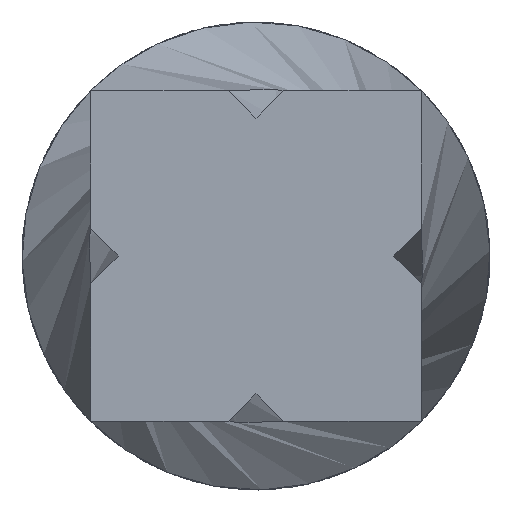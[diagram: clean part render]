
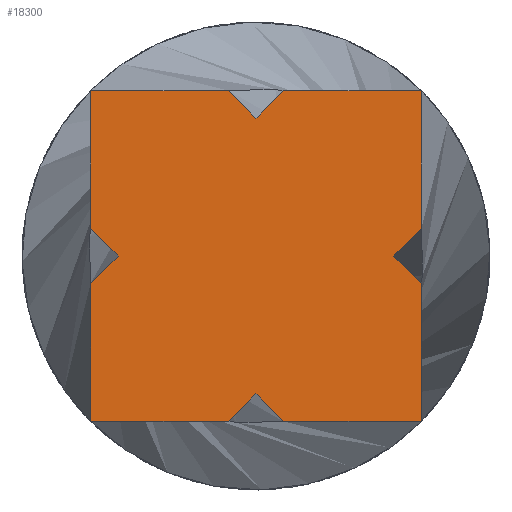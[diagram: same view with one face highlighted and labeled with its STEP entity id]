
A CAD part, front view. The second image highlights one B-rep face of the part: STEP entity #18300.
In plain terms, the highlighted planar face has unit normal (0, -1, 0).
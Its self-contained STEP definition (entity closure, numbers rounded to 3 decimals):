
#54 = DIRECTION ( 'NONE',  ( -0.707, 0., -0.707 ) ) ;
#64 = EDGE_CURVE ( 'NONE', #18419, #2752, #4815, .T. ) ;
#416 = VERTEX_POINT ( 'NONE', #8100 ) ;
#484 = EDGE_CURVE ( 'NONE', #11619, #18221, #14811, .T. ) ;
#749 = CARTESIAN_POINT ( 'NONE',  ( 1., 0., 6. ) ) ;
#785 = LINE ( 'NONE', #2471, #12447 ) ;
#882 = LINE ( 'NONE', #18572, #18253 ) ;
#964 = EDGE_CURVE ( 'NONE', #7259, #8681, #785, .T. ) ;
#1180 = LINE ( 'NONE', #10423, #6376 ) ;
#1555 = PLANE ( 'NONE',  #5906 ) ;
#1651 = CARTESIAN_POINT ( 'NONE',  ( -5., 0., 0. ) ) ;
#1772 = DIRECTION ( 'NONE',  ( 0., 0., 1. ) ) ;
#1867 = VECTOR ( 'NONE', #5598, 1000. ) ;
#2155 = LINE ( 'NONE', #15997, #18090 ) ;
#2206 = ORIENTED_EDGE ( 'NONE', *, *, #17792, .T. ) ;
#2284 = CARTESIAN_POINT ( 'NONE',  ( -1., 0., -6. ) ) ;
#2368 = LINE ( 'NONE', #8474, #6172 ) ;
#2471 = CARTESIAN_POINT ( 'NONE',  ( 5., 0., 0. ) ) ;
#2484 = ORIENTED_EDGE ( 'NONE', *, *, #12002, .F. ) ;
#2516 = DIRECTION ( 'NONE',  ( -0.707, 0., -0.707 ) ) ;
#2563 = CARTESIAN_POINT ( 'NONE',  ( 6., 0., -1. ) ) ;
#2752 = VERTEX_POINT ( 'NONE', #749 ) ;
#2861 = CARTESIAN_POINT ( 'NONE',  ( 6., 0., -6. ) ) ;
#3118 = ORIENTED_EDGE ( 'NONE', *, *, #16928, .F. ) ;
#3148 = DIRECTION ( 'NONE',  ( 0.707, 0., -0.707 ) ) ;
#3436 = CARTESIAN_POINT ( 'NONE',  ( 6., 0., 6. ) ) ;
#3558 = VECTOR ( 'NONE', #7974, 1000. ) ;
#3849 = VERTEX_POINT ( 'NONE', #2861 ) ;
#3873 = EDGE_CURVE ( 'NONE', #18419, #18377, #9274, .T. ) ;
#4149 = ORIENTED_EDGE ( 'NONE', *, *, #14277, .T. ) ;
#4172 = VERTEX_POINT ( 'NONE', #15139 ) ;
#4530 = CARTESIAN_POINT ( 'NONE',  ( -6., 0., 6. ) ) ;
#4815 = LINE ( 'NONE', #14815, #16228 ) ;
#4816 = EDGE_CURVE ( 'NONE', #4172, #18221, #2368, .T. ) ;
#5165 = CARTESIAN_POINT ( 'NONE',  ( -1., 0., 6. ) ) ;
#5190 = VECTOR ( 'NONE', #13073, 1000. ) ;
#5222 = DIRECTION ( 'NONE',  ( 0., 0., -1. ) ) ;
#5285 = EDGE_LOOP ( 'NONE', ( #12184, #10158, #2206, #15788, #5327, #11733, #15903, #4149, #2484, #18202, #9247, #13006, #9850, #16041, #15937, #3118 ) ) ;
#5312 = CARTESIAN_POINT ( 'NONE',  ( 1., 0., -6. ) ) ;
#5327 = ORIENTED_EDGE ( 'NONE', *, *, #18827, .T. ) ;
#5397 = EDGE_CURVE ( 'NONE', #416, #18377, #11168, .T. ) ;
#5598 = DIRECTION ( 'NONE',  ( 0., 0., 1. ) ) ;
#5906 = AXIS2_PLACEMENT_3D ( 'NONE', #12915, #12725, #5222 ) ;
#6172 = VECTOR ( 'NONE', #2516, 1000. ) ;
#6376 = VECTOR ( 'NONE', #8678, 1000. ) ;
#6551 = FACE_OUTER_BOUND ( 'NONE', #5285, .T. ) ;
#6849 = DIRECTION ( 'NONE',  ( -0.707, 0., 0.707 ) ) ;
#7045 = CARTESIAN_POINT ( 'NONE',  ( 6., 0., -6. ) ) ;
#7093 = DIRECTION ( 'NONE',  ( 0.707, 0., -0.707 ) ) ;
#7259 = VERTEX_POINT ( 'NONE', #16275 ) ;
#7366 = CARTESIAN_POINT ( 'NONE',  ( 0., 0., 5. ) ) ;
#7607 = DIRECTION ( 'NONE',  ( 0.707, 0., 0.707 ) ) ;
#7841 = CARTESIAN_POINT ( 'NONE',  ( -6., 0., 1. ) ) ;
#7974 = DIRECTION ( 'NONE',  ( 1., 0., 0. ) ) ;
#8100 = CARTESIAN_POINT ( 'NONE',  ( -6., 0., 6. ) ) ;
#8318 = EDGE_CURVE ( 'NONE', #17742, #13467, #12338, .T. ) ;
#8462 = VECTOR ( 'NONE', #1772, 1000. ) ;
#8474 = CARTESIAN_POINT ( 'NONE',  ( 0., 0., -5. ) ) ;
#8678 = DIRECTION ( 'NONE',  ( 1., 0., 0. ) ) ;
#8681 = VERTEX_POINT ( 'NONE', #2563 ) ;
#8950 = LINE ( 'NONE', #7841, #8462 ) ;
#9247 = ORIENTED_EDGE ( 'NONE', *, *, #3873, .T. ) ;
#9274 = LINE ( 'NONE', #7366, #13351 ) ;
#9639 = EDGE_CURVE ( 'NONE', #7259, #10697, #12905, .T. ) ;
#9850 = ORIENTED_EDGE ( 'NONE', *, *, #17007, .F. ) ;
#9978 = DIRECTION ( 'NONE',  ( 0.707, 0., 0.707 ) ) ;
#10158 = ORIENTED_EDGE ( 'NONE', *, *, #4816, .F. ) ;
#10423 = CARTESIAN_POINT ( 'NONE',  ( 1., 0., -6. ) ) ;
#10587 = VECTOR ( 'NONE', #16247, 1000. ) ;
#10697 = VERTEX_POINT ( 'NONE', #16136 ) ;
#10999 = CARTESIAN_POINT ( 'NONE',  ( -5., 0., 0. ) ) ;
#11168 = LINE ( 'NONE', #4530, #3558 ) ;
#11619 = VERTEX_POINT ( 'NONE', #12393 ) ;
#11733 = ORIENTED_EDGE ( 'NONE', *, *, #964, .F. ) ;
#12002 = EDGE_CURVE ( 'NONE', #2752, #18679, #2155, .T. ) ;
#12056 = LINE ( 'NONE', #7045, #10587 ) ;
#12184 = ORIENTED_EDGE ( 'NONE', *, *, #484, .T. ) ;
#12338 = LINE ( 'NONE', #1651, #12822 ) ;
#12393 = CARTESIAN_POINT ( 'NONE',  ( -6., 0., -6. ) ) ;
#12447 = VECTOR ( 'NONE', #7093, 1000. ) ;
#12704 = CARTESIAN_POINT ( 'NONE',  ( 5., 0., 0. ) ) ;
#12725 = DIRECTION ( 'NONE',  ( 0., -1., 0. ) ) ;
#12822 = VECTOR ( 'NONE', #54, 1000. ) ;
#12895 = DIRECTION ( 'NONE',  ( 1., 0., 0. ) ) ;
#12905 = LINE ( 'NONE', #12704, #15284 ) ;
#12915 = CARTESIAN_POINT ( 'NONE',  ( 0., 0., 0. ) ) ;
#13006 = ORIENTED_EDGE ( 'NONE', *, *, #5397, .F. ) ;
#13067 = LINE ( 'NONE', #14474, #13777 ) ;
#13073 = DIRECTION ( 'NONE',  ( 0., 0., 1. ) ) ;
#13351 = VECTOR ( 'NONE', #16428, 1000. ) ;
#13467 = VERTEX_POINT ( 'NONE', #14397 ) ;
#13721 = EDGE_CURVE ( 'NONE', #14187, #3849, #1180, .T. ) ;
#13777 = VECTOR ( 'NONE', #6849, 1000. ) ;
#13876 = VECTOR ( 'NONE', #17254, 1000. ) ;
#14136 = CARTESIAN_POINT ( 'NONE',  ( -6., 0., -6. ) ) ;
#14165 = CARTESIAN_POINT ( 'NONE',  ( -6., 0., 1. ) ) ;
#14187 = VERTEX_POINT ( 'NONE', #5312 ) ;
#14277 = EDGE_CURVE ( 'NONE', #10697, #18679, #15455, .T. ) ;
#14397 = CARTESIAN_POINT ( 'NONE',  ( -6., 0., -1. ) ) ;
#14440 = CARTESIAN_POINT ( 'NONE',  ( -6., 0., -6. ) ) ;
#14474 = CARTESIAN_POINT ( 'NONE',  ( -5., 0., 0. ) ) ;
#14811 = LINE ( 'NONE', #14136, #13876 ) ;
#14815 = CARTESIAN_POINT ( 'NONE',  ( 0., 0., 5. ) ) ;
#15139 = CARTESIAN_POINT ( 'NONE',  ( 0., 0., -5. ) ) ;
#15182 = EDGE_CURVE ( 'NONE', #17742, #16046, #13067, .T. ) ;
#15284 = VECTOR ( 'NONE', #9978, 1000. ) ;
#15455 = LINE ( 'NONE', #16174, #5190 ) ;
#15700 = CARTESIAN_POINT ( 'NONE',  ( 0., 0., 5. ) ) ;
#15788 = ORIENTED_EDGE ( 'NONE', *, *, #13721, .T. ) ;
#15903 = ORIENTED_EDGE ( 'NONE', *, *, #9639, .T. ) ;
#15937 = ORIENTED_EDGE ( 'NONE', *, *, #8318, .T. ) ;
#15997 = CARTESIAN_POINT ( 'NONE',  ( 1., 0., 6. ) ) ;
#16041 = ORIENTED_EDGE ( 'NONE', *, *, #15182, .F. ) ;
#16046 = VERTEX_POINT ( 'NONE', #14165 ) ;
#16136 = CARTESIAN_POINT ( 'NONE',  ( 6., 0., 1. ) ) ;
#16174 = CARTESIAN_POINT ( 'NONE',  ( 6., 0., 1. ) ) ;
#16228 = VECTOR ( 'NONE', #7607, 1000. ) ;
#16247 = DIRECTION ( 'NONE',  ( 0., 0., 1. ) ) ;
#16275 = CARTESIAN_POINT ( 'NONE',  ( 5., 0., 0. ) ) ;
#16348 = LINE ( 'NONE', #14440, #1867 ) ;
#16428 = DIRECTION ( 'NONE',  ( -0.707, 0., 0.707 ) ) ;
#16928 = EDGE_CURVE ( 'NONE', #11619, #13467, #16348, .T. ) ;
#17007 = EDGE_CURVE ( 'NONE', #16046, #416, #8950, .T. ) ;
#17254 = DIRECTION ( 'NONE',  ( 1., 0., 0. ) ) ;
#17742 = VERTEX_POINT ( 'NONE', #10999 ) ;
#17792 = EDGE_CURVE ( 'NONE', #4172, #14187, #882, .T. ) ;
#18090 = VECTOR ( 'NONE', #12895, 1000. ) ;
#18202 = ORIENTED_EDGE ( 'NONE', *, *, #64, .F. ) ;
#18221 = VERTEX_POINT ( 'NONE', #2284 ) ;
#18253 = VECTOR ( 'NONE', #3148, 1000. ) ;
#18300 = ADVANCED_FACE ( 'NONE', ( #6551 ), #1555, .T. ) ;
#18377 = VERTEX_POINT ( 'NONE', #5165 ) ;
#18419 = VERTEX_POINT ( 'NONE', #15700 ) ;
#18572 = CARTESIAN_POINT ( 'NONE',  ( 0., 0., -5. ) ) ;
#18679 = VERTEX_POINT ( 'NONE', #3436 ) ;
#18827 = EDGE_CURVE ( 'NONE', #3849, #8681, #12056, .T. ) ;
